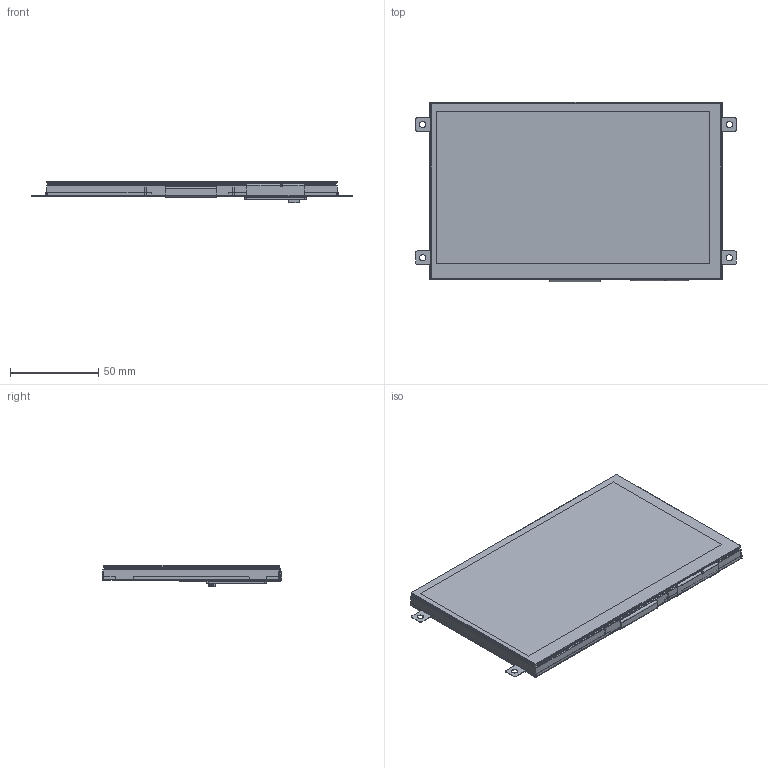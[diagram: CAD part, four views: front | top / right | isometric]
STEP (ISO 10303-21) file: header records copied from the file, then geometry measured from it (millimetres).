
FILE_DESCRIPTION(/* description */ (''),/* implementation_level */ '2;1');
FILE_NAME(/* name */ 'STANDARD 7''''RVT70HSLFWCA0_Rev.1.1.stp',/* time_stamp */ '2021-06-09T16:25:02+02:00',/* author */ ('Mateusz Natywa'),/* organization */ (''),/* preprocessor_version */ 'ST-DEVELOPER v17',/* originating_system */ 'Autodesk Inventor 2019',/* authorisation */ '');
FILE_SCHEMA (('CONFIG_CONTROL_DESIGN'));
Length unit declared in the file: millimetre
Products named in the file (13): RVT70HSTNWCA0_Rev.1.1; CTP; CG; SCA; SENSOR; FPC; Part23; TFT; DISP; FPC_1; FRAME; FRAME_1; DST
Assembly tree (12 placements, depth 3):
  RVT70HSTNWCA0_Rev.1.1
    CTP
      CG
      SCA
      SENSOR
      FPC
      Part23
    TFT
      DISP
      FPC_1
    FRAME
      FRAME_1
      DST
Bounding box: 181.6 x 101.55 x 12.34 mm (x, y, z)
Volume: 132295.8 mm3; surface area: 212217.1 mm2
Topology: 11 solids, 11 shells, 588 faces, 1655 edges, 1088 vertices
Faces by surface type: plane 449, cylinder 121, bspline 10, cone 8
Full cylindrical faces by diameter (mm): 3.5 x4
Entity records: 19611 total; most frequent: CARTESIAN_POINT 3626, ORIENTED_EDGE 3302, DIRECTION 3087, EDGE_CURVE 1651, LINE 1389, VECTOR 1389, VERTEX_POINT 1088, AXIS2_PLACEMENT_3D 849
